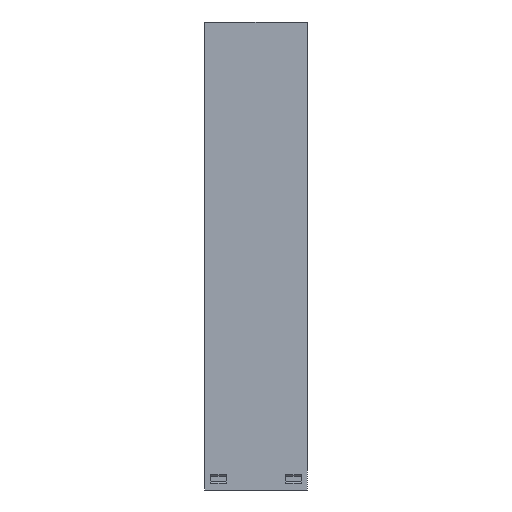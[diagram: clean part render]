
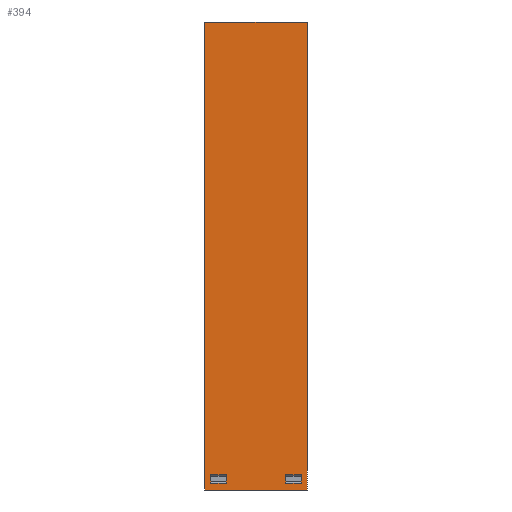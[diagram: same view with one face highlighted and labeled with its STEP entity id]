
A CAD part, left-side view. The second image highlights one B-rep face of the part: STEP entity #394.
In plain terms, the highlighted planar face has unit normal (-1, 0, 0).
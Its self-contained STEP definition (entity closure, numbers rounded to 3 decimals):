
#30 = VECTOR ( 'NONE', #8241, 1000. ) ;
#118 = CARTESIAN_POINT ( 'NONE',  ( -22., 26., 127.5 ) ) ;
#394 = ADVANCED_FACE ( 'NONE', ( #10020, #1802, #8723 ), #8600, .F. ) ;
#703 = VECTOR ( 'NONE', #12564, 1000. ) ;
#805 = ORIENTED_EDGE ( 'NONE', *, *, #8946, .T. ) ;
#907 = CARTESIAN_POINT ( 'NONE',  ( -22., 0., -35.5 ) ) ;
#1163 = ORIENTED_EDGE ( 'NONE', *, *, #5099, .T. ) ;
#1411 = CARTESIAN_POINT ( 'NONE',  ( -22., -8.75, -38.5 ) ) ;
#1472 = VERTEX_POINT ( 'NONE', #8344 ) ;
#1492 = ORIENTED_EDGE ( 'NONE', *, *, #11117, .T. ) ;
#1495 = LINE ( 'NONE', #7331, #1955 ) ;
#1709 = CARTESIAN_POINT ( 'NONE',  ( -22., -3.25, -38.5 ) ) ;
#1802 = FACE_BOUND ( 'NONE', #4363, .T. ) ;
#1845 = VERTEX_POINT ( 'NONE', #1411 ) ;
#1860 = DIRECTION ( 'NONE',  ( 1., 0., 0. ) ) ;
#1868 = VECTOR ( 'NONE', #3891, 1000. ) ;
#1897 = CARTESIAN_POINT ( 'NONE',  ( -22., 18.25, -35.5 ) ) ;
#1955 = VECTOR ( 'NONE', #11223, 1000. ) ;
#2005 = ORIENTED_EDGE ( 'NONE', *, *, #3221, .F. ) ;
#2026 = DIRECTION ( 'NONE',  ( 0., 0., -1. ) ) ;
#2056 = LINE ( 'NONE', #6933, #9633 ) ;
#2235 = ORIENTED_EDGE ( 'NONE', *, *, #6826, .T. ) ;
#2274 = ORIENTED_EDGE ( 'NONE', *, *, #4226, .T. ) ;
#2384 = EDGE_CURVE ( 'NONE', #9044, #3128, #8051, .T. ) ;
#2642 = ORIENTED_EDGE ( 'NONE', *, *, #12051, .T. ) ;
#2734 = LINE ( 'NONE', #5795, #11958 ) ;
#2768 = CARTESIAN_POINT ( 'NONE',  ( -22., 0., 0. ) ) ;
#2877 = LINE ( 'NONE', #10690, #8062 ) ;
#2913 = CARTESIAN_POINT ( 'NONE',  ( -22., 23.75, -35.5 ) ) ;
#3128 = VERTEX_POINT ( 'NONE', #4593 ) ;
#3137 = VERTEX_POINT ( 'NONE', #1709 ) ;
#3221 = EDGE_CURVE ( 'NONE', #9224, #3137, #4778, .T. ) ;
#3297 = EDGE_CURVE ( 'NONE', #9801, #7067, #2734, .T. ) ;
#3782 = EDGE_CURVE ( 'NONE', #1472, #3128, #2877, .T. ) ;
#3834 = ORIENTED_EDGE ( 'NONE', *, *, #4866, .T. ) ;
#3882 = CARTESIAN_POINT ( 'NONE',  ( -22., -3.25, -36. ) ) ;
#3891 = DIRECTION ( 'NONE',  ( 0., 0., -1. ) ) ;
#4069 = DIRECTION ( 'NONE',  ( 0., 1., 0. ) ) ;
#4141 = VERTEX_POINT ( 'NONE', #6503 ) ;
#4226 = EDGE_CURVE ( 'NONE', #7067, #4141, #1495, .T. ) ;
#4363 = EDGE_LOOP ( 'NONE', ( #2005, #2642, #2235, #1163 ) ) ;
#4593 = CARTESIAN_POINT ( 'NONE',  ( -22., 23.75, -38.5 ) ) ;
#4778 = LINE ( 'NONE', #3882, #4802 ) ;
#4802 = VECTOR ( 'NONE', #2026, 1000. ) ;
#4866 = EDGE_CURVE ( 'NONE', #9044, #9544, #2056, .T. ) ;
#4867 = AXIS2_PLACEMENT_3D ( 'NONE', #2768, #1860, #5408 ) ;
#4901 = CARTESIAN_POINT ( 'NONE',  ( -22., -11., 127.5 ) ) ;
#5099 = EDGE_CURVE ( 'NONE', #1845, #3137, #10796, .T. ) ;
#5249 = CARTESIAN_POINT ( 'NONE',  ( -22., -11., -41. ) ) ;
#5295 = CARTESIAN_POINT ( 'NONE',  ( -22., -8.75, -36. ) ) ;
#5408 = DIRECTION ( 'NONE',  ( 0., 1., 0. ) ) ;
#5565 = EDGE_LOOP ( 'NONE', ( #1492, #805, #10229, #2274 ) ) ;
#5787 = CARTESIAN_POINT ( 'NONE',  ( -22., 0., -41. ) ) ;
#5795 = CARTESIAN_POINT ( 'NONE',  ( -22., -11., 127.5 ) ) ;
#6073 = LINE ( 'NONE', #8043, #1868 ) ;
#6165 = ORIENTED_EDGE ( 'NONE', *, *, #3782, .T. ) ;
#6489 = ORIENTED_EDGE ( 'NONE', *, *, #2384, .F. ) ;
#6503 = CARTESIAN_POINT ( 'NONE',  ( -22., 26., 127.5 ) ) ;
#6505 = CARTESIAN_POINT ( 'NONE',  ( -22., -3.25, -35.5 ) ) ;
#6648 = DIRECTION ( 'NONE',  ( 0., 0., 1. ) ) ;
#6826 = EDGE_CURVE ( 'NONE', #8668, #1845, #11121, .T. ) ;
#6879 = EDGE_CURVE ( 'NONE', #9544, #1472, #6073, .T. ) ;
#6921 = DIRECTION ( 'NONE',  ( 0., 1., 0. ) ) ;
#6933 = CARTESIAN_POINT ( 'NONE',  ( -22., 0., -35.5 ) ) ;
#7067 = VERTEX_POINT ( 'NONE', #4901 ) ;
#7331 = CARTESIAN_POINT ( 'NONE',  ( -22., 26., 127.5 ) ) ;
#7472 = VECTOR ( 'NONE', #8684, 1000. ) ;
#7783 = LINE ( 'NONE', #5787, #7472 ) ;
#8043 = CARTESIAN_POINT ( 'NONE',  ( -22., 18.25, -36. ) ) ;
#8051 = LINE ( 'NONE', #11963, #10979 ) ;
#8062 = VECTOR ( 'NONE', #6921, 1000. ) ;
#8241 = DIRECTION ( 'NONE',  ( 0., 0., -1. ) ) ;
#8344 = CARTESIAN_POINT ( 'NONE',  ( -22., 18.25, -38.5 ) ) ;
#8423 = VERTEX_POINT ( 'NONE', #12070 ) ;
#8572 = EDGE_LOOP ( 'NONE', ( #6165, #6489, #3834, #11593 ) ) ;
#8600 = PLANE ( 'NONE',  #4867 ) ;
#8668 = VERTEX_POINT ( 'NONE', #8947 ) ;
#8684 = DIRECTION ( 'NONE',  ( 0., -1., 0. ) ) ;
#8723 = FACE_OUTER_BOUND ( 'NONE', #5565, .T. ) ;
#8890 = LINE ( 'NONE', #118, #9275 ) ;
#8946 = EDGE_CURVE ( 'NONE', #8423, #9801, #7783, .T. ) ;
#8947 = CARTESIAN_POINT ( 'NONE',  ( -22., -8.75, -35.5 ) ) ;
#9044 = VERTEX_POINT ( 'NONE', #2913 ) ;
#9224 = VERTEX_POINT ( 'NONE', #6505 ) ;
#9275 = VECTOR ( 'NONE', #12383, 1000. ) ;
#9544 = VERTEX_POINT ( 'NONE', #1897 ) ;
#9618 = LINE ( 'NONE', #907, #703 ) ;
#9633 = VECTOR ( 'NONE', #9995, 1000. ) ;
#9801 = VERTEX_POINT ( 'NONE', #5249 ) ;
#9995 = DIRECTION ( 'NONE',  ( 0., -1., 0. ) ) ;
#10020 = FACE_BOUND ( 'NONE', #8572, .T. ) ;
#10045 = VECTOR ( 'NONE', #4069, 1000. ) ;
#10229 = ORIENTED_EDGE ( 'NONE', *, *, #3297, .T. ) ;
#10234 = DIRECTION ( 'NONE',  ( 0., 0., -1. ) ) ;
#10690 = CARTESIAN_POINT ( 'NONE',  ( -22., 23.75, -38.5 ) ) ;
#10796 = LINE ( 'NONE', #11629, #10045 ) ;
#10979 = VECTOR ( 'NONE', #10234, 1000. ) ;
#11117 = EDGE_CURVE ( 'NONE', #4141, #8423, #8890, .T. ) ;
#11121 = LINE ( 'NONE', #5295, #30 ) ;
#11223 = DIRECTION ( 'NONE',  ( 0., 1., 0. ) ) ;
#11593 = ORIENTED_EDGE ( 'NONE', *, *, #6879, .T. ) ;
#11629 = CARTESIAN_POINT ( 'NONE',  ( -22., -3.25, -38.5 ) ) ;
#11958 = VECTOR ( 'NONE', #6648, 1000. ) ;
#11963 = CARTESIAN_POINT ( 'NONE',  ( -22., 23.75, -36. ) ) ;
#12051 = EDGE_CURVE ( 'NONE', #9224, #8668, #9618, .T. ) ;
#12070 = CARTESIAN_POINT ( 'NONE',  ( -22., 26., -41. ) ) ;
#12383 = DIRECTION ( 'NONE',  ( 0., 0., -1. ) ) ;
#12564 = DIRECTION ( 'NONE',  ( 0., -1., 0. ) ) ;
